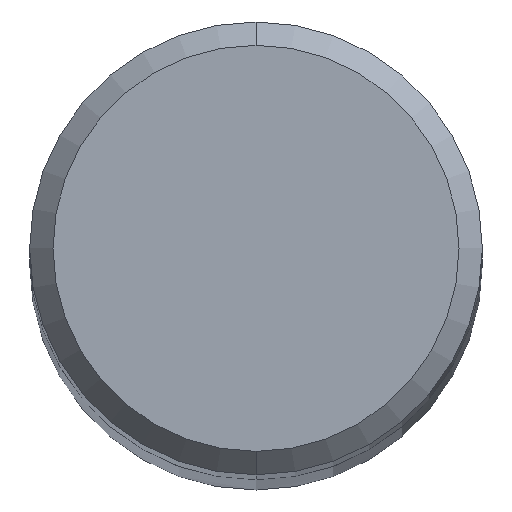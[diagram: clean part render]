
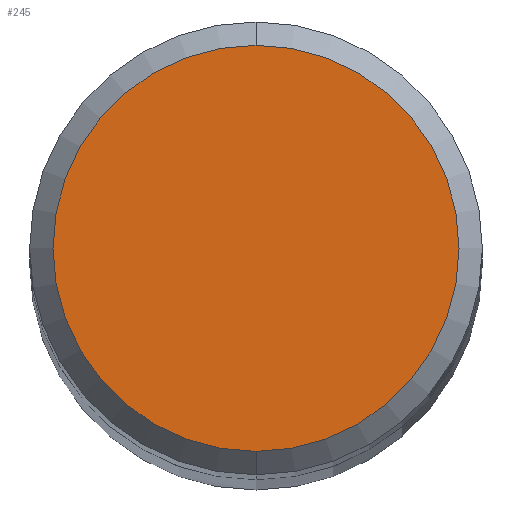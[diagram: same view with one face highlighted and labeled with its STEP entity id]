
A CAD part, top view. The second image highlights one B-rep face of the part: STEP entity #245.
In plain terms, the highlighted planar face has unit normal (0, 0, 1).
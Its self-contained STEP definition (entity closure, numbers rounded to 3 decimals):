
#193=VERTEX_POINT('',#455);
#215=EDGE_CURVE('',#193,#283,#478,.T.);
#245=ADVANCED_FACE('',(#510),#511,.T.);
#283=VERTEX_POINT('',#554);
#321=EDGE_CURVE('',#283,#193,#593,.T.);
#455=CARTESIAN_POINT('',(0.,-4.35,58.0));
#478=CIRCLE('',#798,4.35);
#510=FACE_OUTER_BOUND('',#897,.T.);
#511=PLANE('',#898);
#554=CARTESIAN_POINT('',(0.0,4.35,58.0));
#593=CIRCLE('',#1102,4.35);
#798=AXIS2_PLACEMENT_3D('',#1340,#1341,#1342);
#897=EDGE_LOOP('',(#1369,#1370));
#898=AXIS2_PLACEMENT_3D('',#1371,#1372,#1373);
#1102=AXIS2_PLACEMENT_3D('',#1463,#1464,#1465);
#1340=CARTESIAN_POINT('',(0.0,0.0,58.0));
#1341=DIRECTION('',(0.0,0.0,-1.0));
#1342=DIRECTION('',(0.0,1.0,0.0));
#1369=ORIENTED_EDGE('',*,*,#321,.F.);
#1370=ORIENTED_EDGE('',*,*,#215,.F.);
#1371=CARTESIAN_POINT('',(0.0,2.175,58.0));
#1372=DIRECTION('',(0.0,0.0,1.0));
#1373=DIRECTION('',(0.0,-1.0,0.0));
#1463=CARTESIAN_POINT('',(0.0,0.0,58.0));
#1464=DIRECTION('',(0.0,0.0,-1.0));
#1465=DIRECTION('',(0.0,1.0,0.0));
